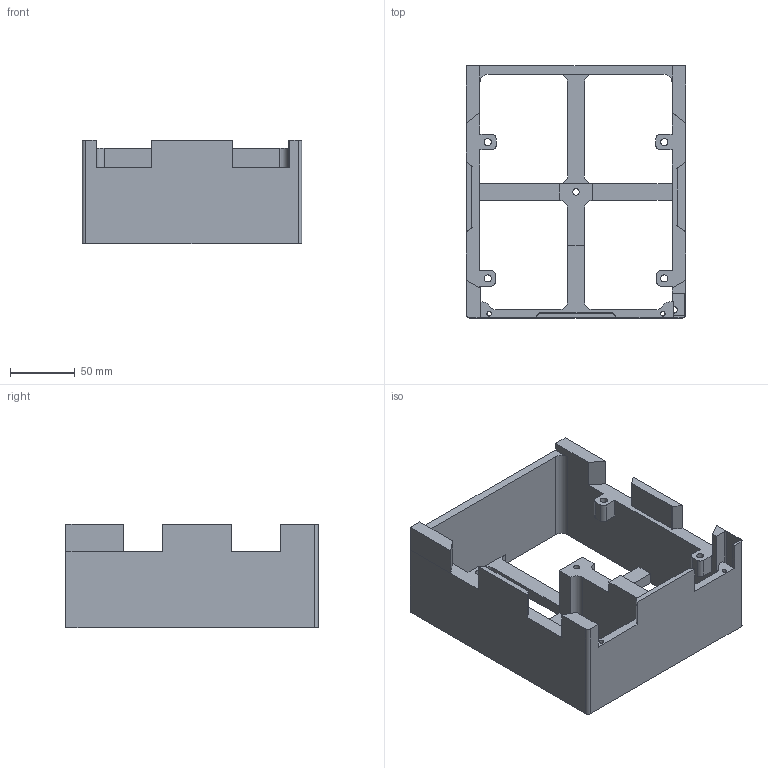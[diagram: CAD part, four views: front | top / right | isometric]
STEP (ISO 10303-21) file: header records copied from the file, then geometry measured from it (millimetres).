
FILE_DESCRIPTION(/* description */ ('AMPCD - CRS-HDG BASE SUPPORT'),/* implementation_level */ '2;1');
FILE_NAME(/* name */ 'FDM_OH2A3A1-10_MOD_A - AMPCD Mount v15.step',/* time_stamp */ '2024-09-17T23:25:40+02:00',/* author */ (''),/* organization */ (''),/* preprocessor_version */ 'ST-DEVELOPER v20',/* originating_system */ 'Autodesk Translation Framework v13.14.0.145',/* authorisation */ '');
FILE_SCHEMA (('AUTOMOTIVE_DESIGN { 1 0 10303 214 3 1 1 }'));
Length unit declared in the file: millimetre
Products named in the file (2): OH2A3A1-10; FDM_OH2A3A1-10_MOD_A
Assembly tree (1 placements, depth 2):
  OH2A3A1-10
    FDM_OH2A3A1-10_MOD_A
Bounding box: 169.01 x 194.18 x 79.94 mm (x, y, z)
Volume: 507402.7 mm3; surface area: 143036.7 mm2
Topology: 1 solids, 1 shells, 143 faces, 408 edges, 267 vertices
Faces by surface type: plane 95, cylinder 40, cone 7, bspline 1
Full cylindrical faces by diameter (mm): 3.454 x2, 4.915 x3, 5.5 x4, 5.994 x5
Entity records: 4733 total; most frequent: CARTESIAN_POINT 829, ORIENTED_EDGE 814, DIRECTION 784, EDGE_CURVE 407, LINE 316, VECTOR 316, VERTEX_POINT 267, AXIS2_PLACEMENT_3D 234
